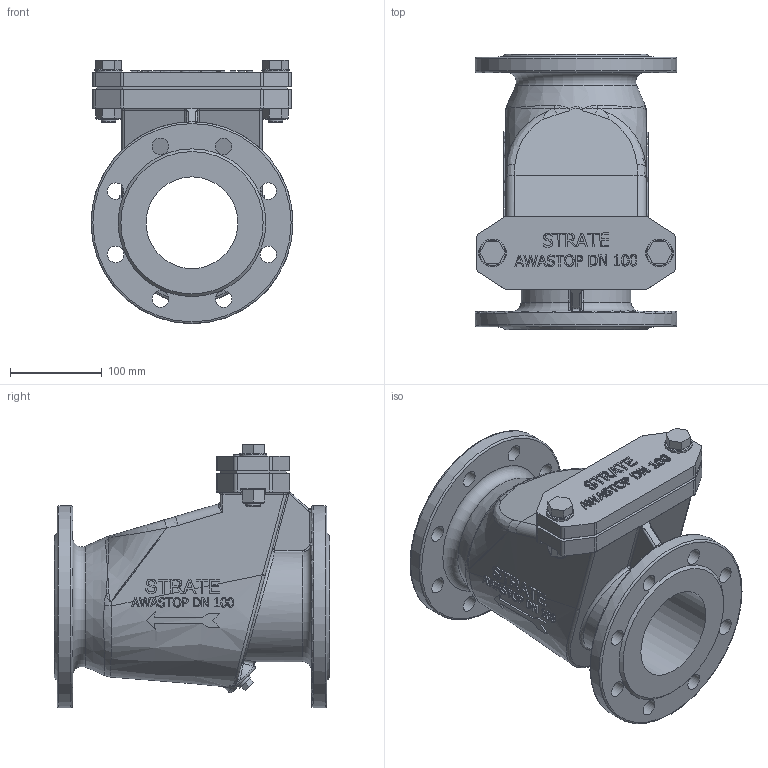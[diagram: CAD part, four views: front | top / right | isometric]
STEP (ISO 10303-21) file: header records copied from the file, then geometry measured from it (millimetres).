
FILE_DESCRIPTION(/* description */ (''),/* implementation_level */ '2;1');
FILE_NAME(/* name */ 'Awastop_DN100.stp',/* time_stamp */ '2019-05-02T12:52:50+02:00',/* author */ ('aunrein'),/* organization */ (''),/* preprocessor_version */ 'ST-DEVELOPER v16.13',/* originating_system */ 'Autodesk Inventor 2018',/* authorisation */ '');
FILE_SCHEMA (('AUTOMOTIVE_DESIGN { 1 0 10303 214 3 1 1 }'));
Products named in the file (1): Awastop_DN100_dummy
Bounding box: 220 x 300 x 287 mm (x, y, z)
Volume: 5268109.5 mm3; surface area: 445582.2 mm2
Topology: 1 solids, 1 shells, 1064 faces, 3151 edges, 2164 vertices
Faces by surface type: plane 588, bspline 366, cylinder 89, torus 17, sphere 2, cone 2
Full cylindrical faces by diameter (mm): 16 x2, 17 x1, 18 x16, 30 x2, 100 x1, 220 x2
Entity records: 48547 total; most frequent: CARTESIAN_POINT 22755, ORIENTED_EDGE 6180, DIRECTION 3874, EDGE_CURVE 3090, VERTEX_POINT 2146, LINE 1718, VECTOR 1718, EDGE_LOOP 1216
